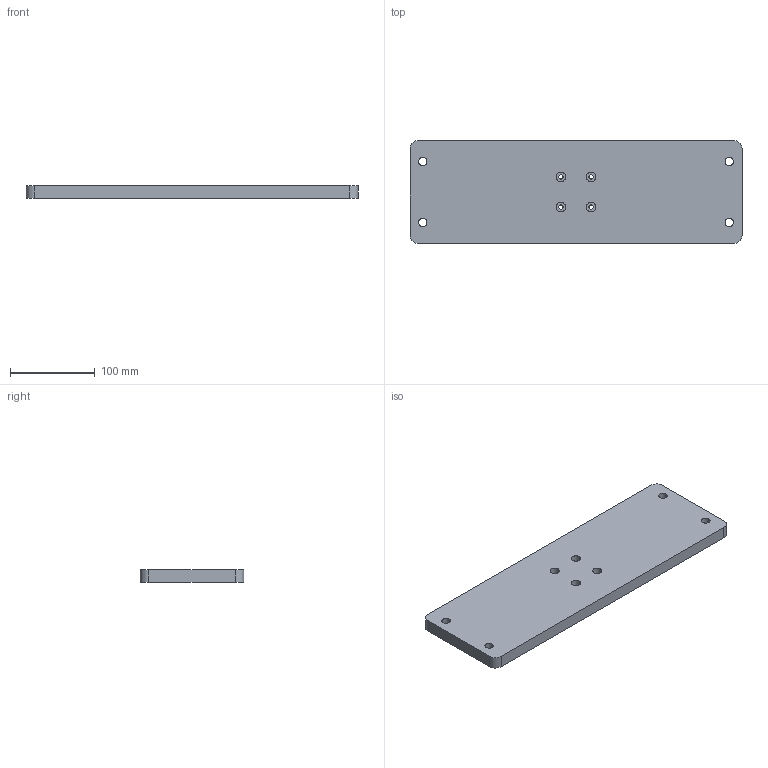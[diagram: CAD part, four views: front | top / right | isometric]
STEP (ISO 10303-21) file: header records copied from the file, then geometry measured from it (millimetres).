
FILE_DESCRIPTION (( 'STEP AP214' ), '1' );
FILE_NAME ('PhantomFrame-Flange.STEP', '2023-12-05T05:41:16', ( '' ), ( '' ), 'SwSTEP 2.0', 'SolidWorks 2021', '' );
FILE_SCHEMA (( 'AUTOMOTIVE_DESIGN' ));
Length unit declared in the file: millimetre
Products named in the file (1): PhantomFrame-Flange
Bounding box: 390.6 x 121.5 x 15 mm (x, y, z)
Volume: 701372.9 mm3; surface area: 112721 mm2
Topology: 1 solids, 1 shells, 38 faces, 96 edges, 64 vertices
Faces by surface type: cylinder 28, plane 10
Entity records: 1242 total; most frequent: DIRECTION 230, CARTESIAN_POINT 199, ORIENTED_EDGE 192, EDGE_CURVE 96, AXIS2_PLACEMENT_3D 95, VERTEX_POINT 64, EDGE_LOOP 58, CIRCLE 56
